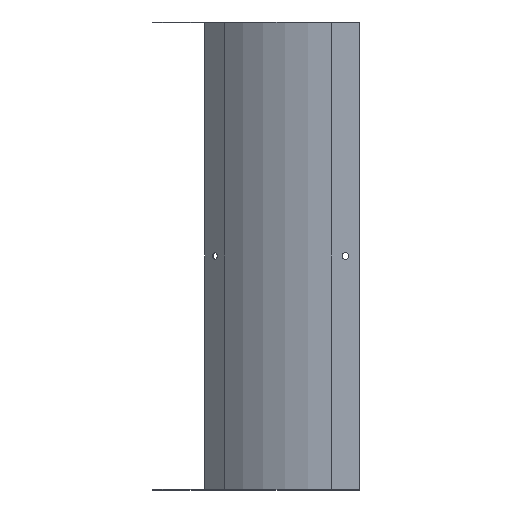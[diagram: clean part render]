
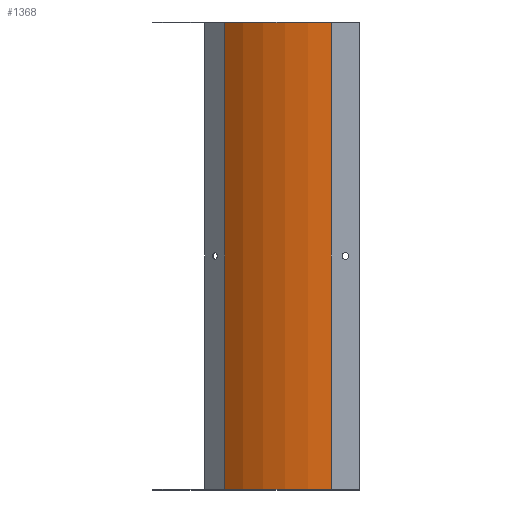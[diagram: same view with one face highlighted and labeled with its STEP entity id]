
A CAD part, left-side view. The second image highlights one B-rep face of the part: STEP entity #1368.
In plain terms, the highlighted cylindrical face has radius 160.8 mm (diameter 321.6 mm), a partial arc.
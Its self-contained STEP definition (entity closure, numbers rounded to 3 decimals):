
#22 = AXIS2_PLACEMENT_3D ( 'NONE', #829, #828, #827 ) ;
#32 = AXIS2_PLACEMENT_3D ( 'NONE', #766, #767, #825 ) ;
#93 = EDGE_CURVE ( 'NONE', #1829, #1149, #545, .T. ) ;
#98 = EDGE_CURVE ( 'NONE', #1775, #1149, #548, .T. ) ;
#123 = EDGE_CURVE ( 'NONE', #1780, #1829, #1431, .T. ) ;
#124 = EDGE_CURVE ( 'NONE', #1780, #1775, #1428, .T. ) ;
#339 = ORIENTED_EDGE ( 'NONE', *, *, #93, .F. ) ;
#340 = ORIENTED_EDGE ( 'NONE', *, *, #98, .T. ) ;
#341 = ORIENTED_EDGE ( 'NONE', *, *, #124, .T. ) ;
#342 = ORIENTED_EDGE ( 'NONE', *, *, #123, .F. ) ;
#545 = CIRCLE ( 'NONE', #32, 160.8 ) ;
#548 = LINE ( 'NONE', #795, #558 ) ;
#558 = VECTOR ( 'NONE', #756, 1000. ) ;
#618 = CARTESIAN_POINT ( 'NONE',  ( 126.297, 143.75, 0. ) ) ;
#756 = DIRECTION ( 'NONE',  ( 0., 0., 1. ) ) ;
#766 = CARTESIAN_POINT ( 'NONE',  ( 240., 30.048, 0. ) ) ;
#767 = DIRECTION ( 'NONE',  ( 0., 0., 1. ) ) ;
#795 = CARTESIAN_POINT ( 'NONE',  ( 79.2, 30.048, -499.2 ) ) ;
#825 = DIRECTION ( 'NONE',  ( -1., 0., 0. ) ) ;
#827 = DIRECTION ( 'NONE',  ( 1., 0., 0. ) ) ;
#828 = DIRECTION ( 'NONE',  ( 0., 0., 1. ) ) ;
#829 = CARTESIAN_POINT ( 'NONE',  ( 240., 30.048, -498.4 ) ) ;
#831 = DIRECTION ( 'NONE',  ( 0., 0., 1. ) ) ;
#835 = CARTESIAN_POINT ( 'NONE',  ( 126.297, 143.75, -499.2 ) ) ;
#887 = CARTESIAN_POINT ( 'NONE',  ( 240., 30.048, -499.2 ) ) ;
#890 = DIRECTION ( 'NONE',  ( 0., 0., 1. ) ) ;
#893 = CARTESIAN_POINT ( 'NONE',  ( 126.297, 143.75, -498.4 ) ) ;
#901 = CARTESIAN_POINT ( 'NONE',  ( 79.2, 30.048, -498.4 ) ) ;
#913 = DIRECTION ( 'NONE',  ( 1., 0., 0. ) ) ;
#1043 = CARTESIAN_POINT ( 'NONE',  ( 79.2, 30.048, 0. ) ) ;
#1149 = VERTEX_POINT ( 'NONE', #1043 ) ;
#1347 = AXIS2_PLACEMENT_3D ( 'NONE', #887, #890, #913 ) ;
#1368 = ADVANCED_FACE ( 'NONE', ( #1564 ), #1571, .T. ) ;
#1428 = CIRCLE ( 'NONE', #22, 160.8 ) ;
#1431 = LINE ( 'NONE', #835, #1434 ) ;
#1434 = VECTOR ( 'NONE', #831, 1000. ) ;
#1564 = FACE_OUTER_BOUND ( 'NONE', #1691, .T. ) ;
#1571 = CYLINDRICAL_SURFACE ( 'NONE', #1347, 160.8 ) ;
#1691 = EDGE_LOOP ( 'NONE', ( #342, #341, #340, #339 ) ) ;
#1775 = VERTEX_POINT ( 'NONE', #901 ) ;
#1780 = VERTEX_POINT ( 'NONE', #893 ) ;
#1829 = VERTEX_POINT ( 'NONE', #618 ) ;
